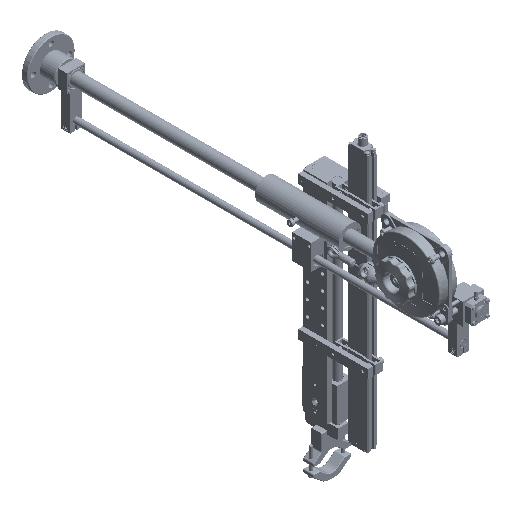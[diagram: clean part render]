
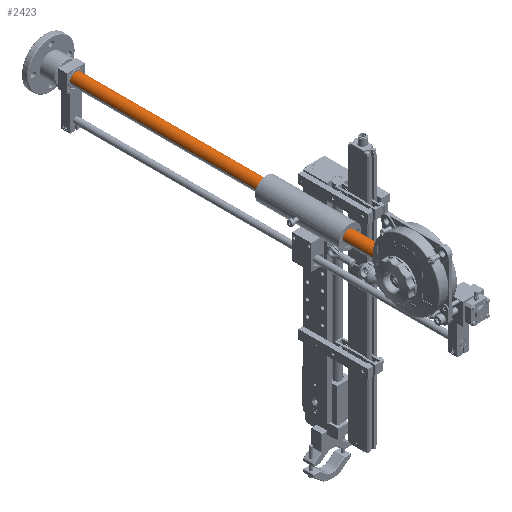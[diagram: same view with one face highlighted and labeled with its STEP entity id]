
A CAD part, isometric view. The second image highlights one B-rep face of the part: STEP entity #2423.
In plain terms, the highlighted cylindrical face has radius 10 mm (diameter 20 mm), a partial arc.
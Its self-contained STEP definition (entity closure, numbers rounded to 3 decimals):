
#2423 = ADVANCED_FACE ( 'NONE', ( #37994 ), #239718, .T. ) ;
#6756 = AXIS2_PLACEMENT_3D ( 'NONE', #140709, #37950, #183461 ) ;
#17517 = EDGE_CURVE ( 'NONE', #55876, #156332, #148968, .T. ) ;
#19123 = DIRECTION ( 'NONE',  ( 1., 0., 0. ) ) ;
#22240 = ORIENTED_EDGE ( 'NONE', *, *, #99364, .T. ) ;
#22832 = VECTOR ( 'NONE', #252657, 1000. ) ;
#30091 = EDGE_LOOP ( 'NONE', ( #257152, #201293, #22240, #80748 ) ) ;
#37950 = DIRECTION ( 'NONE',  ( 0., -1., 0. ) ) ;
#37994 = FACE_OUTER_BOUND ( 'NONE', #30091, .T. ) ;
#39176 = CARTESIAN_POINT ( 'NONE',  ( 0., -232.063, 0. ) ) ;
#55876 = VERTEX_POINT ( 'NONE', #63189 ) ;
#63189 = CARTESIAN_POINT ( 'NONE',  ( 10., 466.937, 0. ) ) ;
#80748 = ORIENTED_EDGE ( 'NONE', *, *, #256615, .T. ) ;
#81563 = CIRCLE ( 'NONE', #134702, 10. ) ;
#93368 = CARTESIAN_POINT ( 'NONE',  ( 10., -232.063, 0. ) ) ;
#93981 = DIRECTION ( 'NONE',  ( 0., -1., 0. ) ) ;
#99364 = EDGE_CURVE ( 'NONE', #156332, #157966, #126945, .T. ) ;
#101953 = VECTOR ( 'NONE', #164160, 1000. ) ;
#115588 = VERTEX_POINT ( 'NONE', #93368 ) ;
#123601 = DIRECTION ( 'NONE',  ( 0., 1., 0. ) ) ;
#126945 = LINE ( 'NONE', #189081, #22832 ) ;
#134702 = AXIS2_PLACEMENT_3D ( 'NONE', #39176, #123601, #19123 ) ;
#140709 = CARTESIAN_POINT ( 'NONE',  ( 0., 467.437, 0. ) ) ;
#148968 = CIRCLE ( 'NONE', #184974, 10. ) ;
#154093 = CARTESIAN_POINT ( 'NONE',  ( 0., 466.937, 0. ) ) ;
#156332 = VERTEX_POINT ( 'NONE', #241079 ) ;
#157966 = VERTEX_POINT ( 'NONE', #211575 ) ;
#161458 = CARTESIAN_POINT ( 'NONE',  ( 10., 467.437, 0. ) ) ;
#164160 = DIRECTION ( 'NONE',  ( 0., -1., 0. ) ) ;
#183461 = DIRECTION ( 'NONE',  ( -1., 0., 0. ) ) ;
#184974 = AXIS2_PLACEMENT_3D ( 'NONE', #154093, #93981, #197812 ) ;
#189081 = CARTESIAN_POINT ( 'NONE',  ( -10., 467.437, 0. ) ) ;
#197812 = DIRECTION ( 'NONE',  ( 1., 0., 0. ) ) ;
#201293 = ORIENTED_EDGE ( 'NONE', *, *, #17517, .T. ) ;
#206261 = LINE ( 'NONE', #161458, #101953 ) ;
#211575 = CARTESIAN_POINT ( 'NONE',  ( -10., -232.063, 0. ) ) ;
#239718 = CYLINDRICAL_SURFACE ( 'NONE', #6756, 10. ) ;
#240458 = EDGE_CURVE ( 'NONE', #55876, #115588, #206261, .T. ) ;
#241079 = CARTESIAN_POINT ( 'NONE',  ( -10., 466.937, 0. ) ) ;
#252657 = DIRECTION ( 'NONE',  ( 0., -1., 0. ) ) ;
#256615 = EDGE_CURVE ( 'NONE', #157966, #115588, #81563, .T. ) ;
#257152 = ORIENTED_EDGE ( 'NONE', *, *, #240458, .F. ) ;
